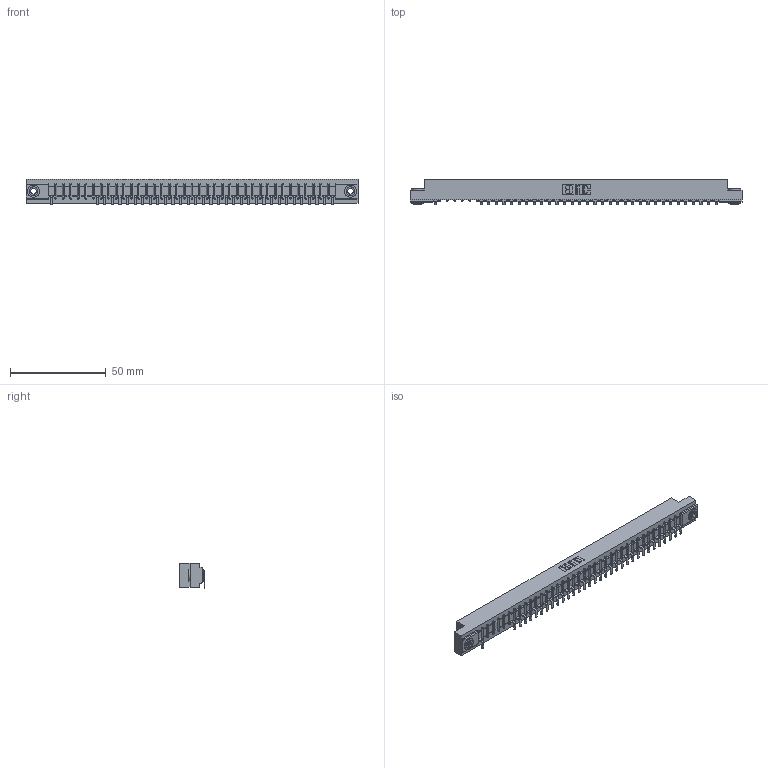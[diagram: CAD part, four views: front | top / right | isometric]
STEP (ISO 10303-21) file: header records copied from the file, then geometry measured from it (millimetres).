
FILE_DESCRIPTION (( 'STEP AP203' ), '1' );
FILE_NAME ('357-038-553-103.STEP', '2018-08-10T09:20:34', ( '' ), ( '' ), 'SwSTEP 2.0', 'SolidWorks 2016', '' );
FILE_SCHEMA (( 'CONFIG_CONTROL_DESIGN' ));
Length unit declared in the file: inch
Products named in the file (4): 307 Part_.156 Dia Mounting Holes; 307-290-002_553; 345-250-002_345-250-002-102; 357-038-553-103
Assembly tree (36 placements, depth 2):
  357-038-553-103
    307 Part_.156 Dia Mounting Holes
    307-290-002_553  x33
    345-250-002_345-250-002-102  x2
Bounding box: 173.58 x 13.36 x 13.5 mm (x, y, z)
Volume: 18402.3 mm3; surface area: 22367.7 mm2
Topology: 36 solids, 36 shells, 2883 faces, 8807 edges, 5762 vertices
Faces by surface type: plane 1705, cylinder 1092, sphere 78, cone 8
Entity records: 34829 total; most frequent: CARTESIAN_POINT 5876, ORIENTED_EDGE 5862, DIRECTION 5721, EDGE_CURVE 2931, VECTOR 2235, LINE 2235, VERTEX_POINT 1898, AXIS2_PLACEMENT_3D 1743
